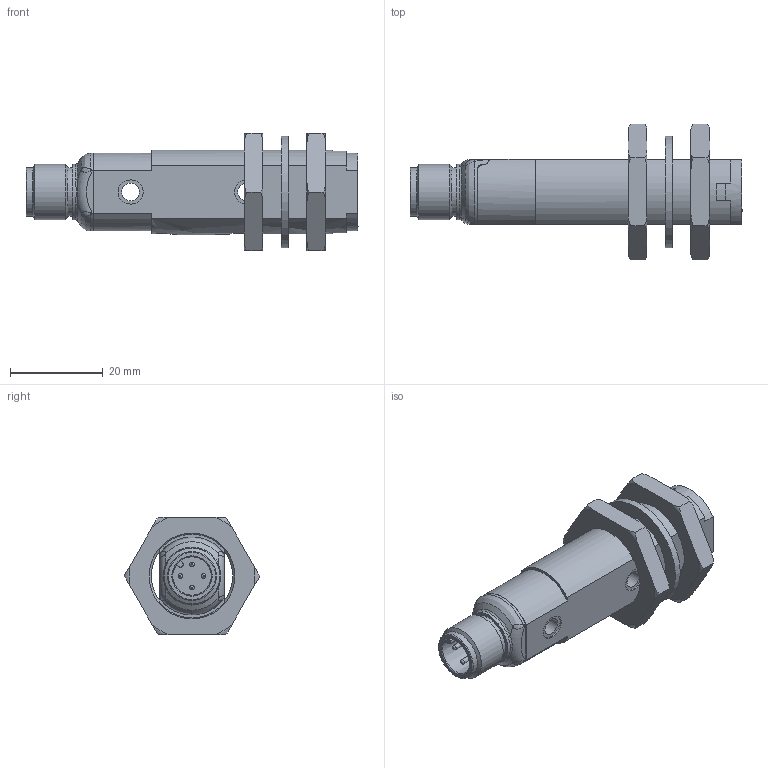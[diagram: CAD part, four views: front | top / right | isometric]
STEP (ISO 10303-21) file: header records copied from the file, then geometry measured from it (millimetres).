
FILE_DESCRIPTION (( 'STEP AP214' ), '1' );
FILE_NAME ('F18I2-0P-0E.STEP', '2023-02-22T20:05:05', ( '' ), ( '' ), 'SwSTEP 2.0', 'SolidWorks 2021', '' );
FILE_SCHEMA (( 'AUTOMOTIVE_DESIGN' ));
Length unit declared in the file: inch
Products named in the file (1): F18I2-0P-0E
Bounding box: 71.55 x 29.28 x 25.36 mm (x, y, z)
Volume: 16234.7 mm3; surface area: 7801.1 mm2
Topology: 4 solids, 4 shells, 178 faces, 454 edges, 290 vertices
Faces by surface type: plane 72, cylinder 46, torus 32, bspline 18, cone 8, sphere 2
Full cylindrical faces by diameter (mm): 1.016 x4, 3.8 x2, 5.2 x2, 10.5 x2, 12 x2, 17.5 x2, 18 x1, 24 x1
Entity records: 9449 total; most frequent: CARTESIAN_POINT 3167, ORIENTED_EDGE 814, DIRECTION 728, EDGE_CURVE 407, AXIS2_PLACEMENT_3D 290, VERTEX_POINT 281, EDGE_LOOP 232, FACE_OUTER_BOUND 200
